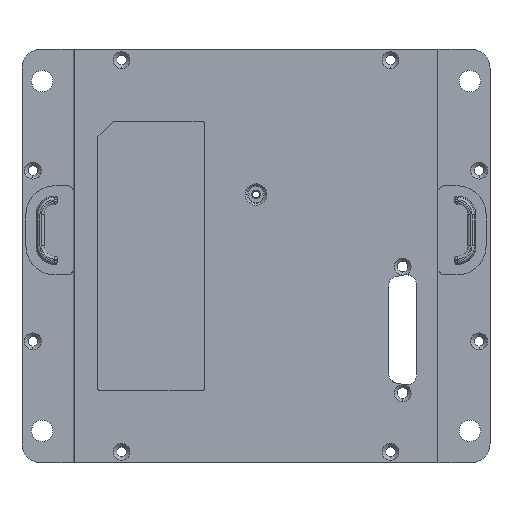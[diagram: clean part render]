
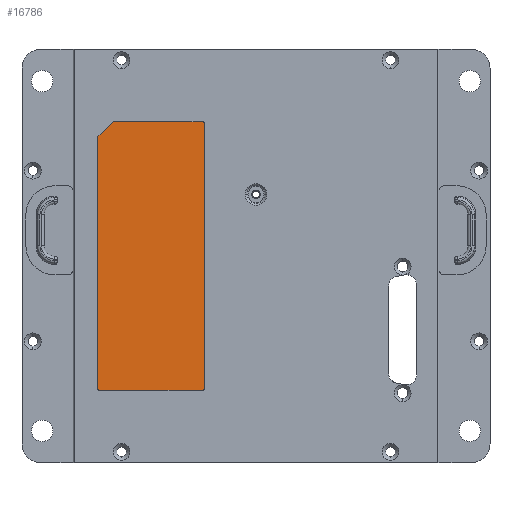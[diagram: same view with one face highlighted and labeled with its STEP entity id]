
A CAD part, front view. The second image highlights one B-rep face of the part: STEP entity #16786.
In plain terms, the highlighted planar face has unit normal (0, -1, 0).
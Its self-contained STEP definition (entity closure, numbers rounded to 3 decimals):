
#1446 = DIRECTION ( 'NONE',  ( 1., 0., 0. ) ) ;
#1456 = CARTESIAN_POINT ( 'NONE',  ( -52.636, 0.3, 49. ) ) ;
#1457 = DIRECTION ( 'NONE',  ( 0., -1., 0. ) ) ;
#1458 = DIRECTION ( 'NONE',  ( 0., 0., -1. ) ) ;
#1460 = LINE ( 'NONE', #1466, #14150 ) ;
#1466 = CARTESIAN_POINT ( 'NONE',  ( -59.05, 0.3, 50. ) ) ;
#1484 = DIRECTION ( 'NONE',  ( 0., 0., -1. ) ) ;
#1489 = CARTESIAN_POINT ( 'NONE',  ( -106.05, 0.3, -3. ) ) ;
#1496 = CARTESIAN_POINT ( 'NONE',  ( -20.05, 0.3, -49. ) ) ;
#1497 = DIRECTION ( 'NONE',  ( 0., -1., 0. ) ) ;
#1501 = LINE ( 'NONE', #1489, #14160 ) ;
#1511 = DIRECTION ( 'NONE',  ( -0.707, 0., -0.707 ) ) ;
#1513 = DIRECTION ( 'NONE',  ( 0., 0., -1. ) ) ;
#1515 = CARTESIAN_POINT ( 'NONE',  ( -20.05, 0.3, 49. ) ) ;
#1516 = CARTESIAN_POINT ( 'NONE',  ( -19.05, 0.3, 50. ) ) ;
#1517 = DIRECTION ( 'NONE',  ( 0., 0., 1. ) ) ;
#1521 = LINE ( 'NONE', #1516, #14163 ) ;
#1548 = DIRECTION ( 'NONE',  ( 0., -1., 0. ) ) ;
#1559 = DIRECTION ( 'NONE',  ( 0., 0., -1. ) ) ;
#1579 = CARTESIAN_POINT ( 'NONE',  ( -58.05, 0.3, -49. ) ) ;
#1580 = DIRECTION ( 'NONE',  ( 0., -1., 0. ) ) ;
#1581 = DIRECTION ( 'NONE',  ( 0., 0., -1. ) ) ;
#1583 = LINE ( 'NONE', #1587, #14166 ) ;
#1587 = CARTESIAN_POINT ( 'NONE',  ( -59.05, 0.3, -50. ) ) ;
#2526 = DIRECTION ( 'NONE',  ( 0., -1., 0. ) ) ;
#2527 = DIRECTION ( 'NONE',  ( 0., 0., -1. ) ) ;
#2529 = LINE ( 'NONE', #2533, #14145 ) ;
#2533 = CARTESIAN_POINT ( 'NONE',  ( -59.05, 0.3, 50. ) ) ;
#2535 = DIRECTION ( 'NONE',  ( -1., 0., 0. ) ) ;
#2536 = CARTESIAN_POINT ( 'NONE',  ( -58.05, 0.3, 43.586 ) ) ;
#3259 = DIRECTION ( 'NONE',  ( 0., 0., -1. ) ) ;
#3289 = CARTESIAN_POINT ( 'NONE',  ( -59.05, 0.3, -50. ) ) ;
#3300 = DIRECTION ( 'NONE',  ( 0., -1., 0. ) ) ;
#3307 = PLANE ( 'NONE',  #7640 ) ;
#3342 = FACE_OUTER_BOUND ( 'NONE', #16078, .T. ) ;
#6995 = CARTESIAN_POINT ( 'NONE',  ( -19.05, 0.3, -49. ) ) ;
#7049 = CARTESIAN_POINT ( 'NONE',  ( -20.05, 0.3, 50. ) ) ;
#7057 = CARTESIAN_POINT ( 'NONE',  ( -59.05, 0.3, 43.586 ) ) ;
#7064 = CARTESIAN_POINT ( 'NONE',  ( -19.05, 0.3, 49. ) ) ;
#7065 = CARTESIAN_POINT ( 'NONE',  ( -58.757, 0.3, 44.293 ) ) ;
#7088 = CARTESIAN_POINT ( 'NONE',  ( -52.636, 0.3, 50. ) ) ;
#7090 = CARTESIAN_POINT ( 'NONE',  ( -20.05, 0.3, -50. ) ) ;
#7098 = CARTESIAN_POINT ( 'NONE',  ( -58.05, 0.3, -50. ) ) ;
#7116 = CARTESIAN_POINT ( 'NONE',  ( -59.05, 0.3, -49. ) ) ;
#7117 = CARTESIAN_POINT ( 'NONE',  ( -53.343, 0.3, 49.707 ) ) ;
#7640 = AXIS2_PLACEMENT_3D ( 'NONE', #3289, #3300, #3259 ) ;
#14123 = CIRCLE ( 'NONE', #14131, 1. ) ;
#14131 = AXIS2_PLACEMENT_3D ( 'NONE', #1579, #1580, #1581 ) ;
#14139 = AXIS2_PLACEMENT_3D ( 'NONE', #2536, #2526, #2527 ) ;
#14144 = CIRCLE ( 'NONE', #14139, 1. ) ;
#14145 = VECTOR ( 'NONE', #2535, 1000. ) ;
#14150 = VECTOR ( 'NONE', #1484, 1000. ) ;
#14152 = AXIS2_PLACEMENT_3D ( 'NONE', #1456, #1457, #1458 ) ;
#14156 = AXIS2_PLACEMENT_3D ( 'NONE', #1496, #1497, #1513 ) ;
#14160 = VECTOR ( 'NONE', #1511, 1000. ) ;
#14163 = VECTOR ( 'NONE', #1517, 1000. ) ;
#14166 = VECTOR ( 'NONE', #1446, 1000. ) ;
#14176 = AXIS2_PLACEMENT_3D ( 'NONE', #1515, #1548, #1559 ) ;
#14177 = CIRCLE ( 'NONE', #14176, 1. ) ;
#14193 = CIRCLE ( 'NONE', #14156, 1. ) ;
#14195 = CIRCLE ( 'NONE', #14152, 1. ) ;
#15609 = VERTEX_POINT ( 'NONE', #6995 ) ;
#15656 = VERTEX_POINT ( 'NONE', #7064 ) ;
#15663 = VERTEX_POINT ( 'NONE', #7065 ) ;
#15665 = VERTEX_POINT ( 'NONE', #7057 ) ;
#15667 = VERTEX_POINT ( 'NONE', #7049 ) ;
#15684 = VERTEX_POINT ( 'NONE', #7088 ) ;
#15701 = VERTEX_POINT ( 'NONE', #7090 ) ;
#15702 = VERTEX_POINT ( 'NONE', #7098 ) ;
#15703 = VERTEX_POINT ( 'NONE', #7116 ) ;
#15706 = VERTEX_POINT ( 'NONE', #7117 ) ;
#15820 = ORIENTED_EDGE ( 'NONE', *, *, #17406, .T. ) ;
#15941 = ORIENTED_EDGE ( 'NONE', *, *, #17435, .T. ) ;
#15961 = ORIENTED_EDGE ( 'NONE', *, *, #17415, .T. ) ;
#15963 = ORIENTED_EDGE ( 'NONE', *, *, #17411, .T. ) ;
#15981 = ORIENTED_EDGE ( 'NONE', *, *, #17420, .T. ) ;
#15983 = ORIENTED_EDGE ( 'NONE', *, *, #17424, .T. ) ;
#15985 = ORIENTED_EDGE ( 'NONE', *, *, #17418, .T. ) ;
#15987 = ORIENTED_EDGE ( 'NONE', *, *, #17421, .T. ) ;
#15988 = ORIENTED_EDGE ( 'NONE', *, *, #17404, .T. ) ;
#15990 = ORIENTED_EDGE ( 'NONE', *, *, #17432, .T. ) ;
#16078 = EDGE_LOOP ( 'NONE', ( #15981, #15963, #15961, #15983, #15990, #15941, #15820, #15985, #15987, #15988 ) ) ;
#16786 = ADVANCED_FACE ( 'NONE', ( #3342 ), #3307, .T. ) ;
#17404 = EDGE_CURVE ( 'NONE', #15663, #15665, #14144, .T. ) ;
#17406 = EDGE_CURVE ( 'NONE', #15667, #15684, #2529, .T. ) ;
#17411 = EDGE_CURVE ( 'NONE', #15703, #15702, #14123, .T. ) ;
#17415 = EDGE_CURVE ( 'NONE', #15702, #15701, #1583, .T. ) ;
#17418 = EDGE_CURVE ( 'NONE', #15684, #15706, #14195, .T. ) ;
#17420 = EDGE_CURVE ( 'NONE', #15665, #15703, #1460, .T. ) ;
#17421 = EDGE_CURVE ( 'NONE', #15706, #15663, #1501, .T. ) ;
#17424 = EDGE_CURVE ( 'NONE', #15701, #15609, #14193, .T. ) ;
#17432 = EDGE_CURVE ( 'NONE', #15609, #15656, #1521, .T. ) ;
#17435 = EDGE_CURVE ( 'NONE', #15656, #15667, #14177, .T. ) ;
